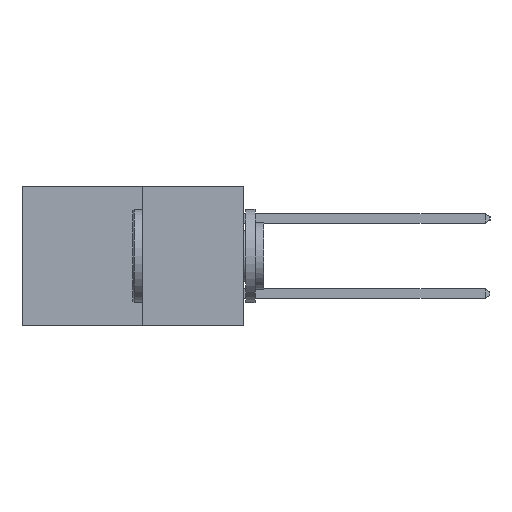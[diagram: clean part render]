
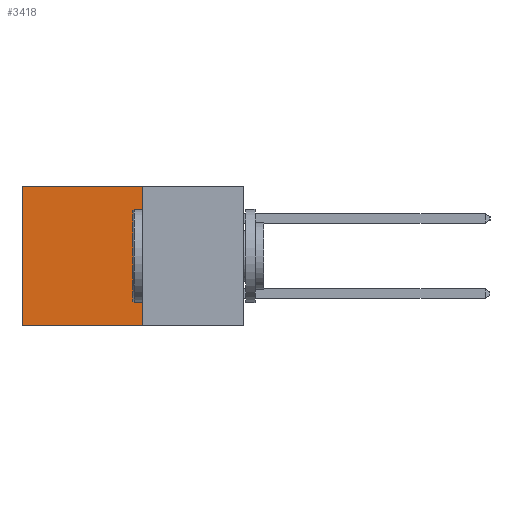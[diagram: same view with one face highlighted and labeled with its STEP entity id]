
A CAD part, left-side view. The second image highlights one B-rep face of the part: STEP entity #3418.
In plain terms, the highlighted planar face has unit normal (-1, 0, 0).
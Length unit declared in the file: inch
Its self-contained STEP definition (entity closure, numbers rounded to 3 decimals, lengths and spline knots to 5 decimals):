
#398 = EDGE_CURVE ( 'NONE', #15079, #9361, #19711, .T. ) ;
#1167 = ORIENTED_EDGE ( 'NONE', *, *, #398, .T. ) ;
#1885 = CARTESIAN_POINT ( 'NONE',  ( 0.277, 0.27, -0.37 ) ) ;
#1925 = FACE_OUTER_BOUND ( 'NONE', #13369, .T. ) ;
#2134 = CARTESIAN_POINT ( 'NONE',  ( 0.277, 0.27, -0.37 ) ) ;
#2153 = CARTESIAN_POINT ( 'NONE',  ( 0.277, 0.59, 0. ) ) ;
#2844 = VERTEX_POINT ( 'NONE', #1885 ) ;
#3418 = ADVANCED_FACE ( 'NONE', ( #1925 ), #4780, .F. ) ;
#4046 = DIRECTION ( 'NONE',  ( 0., 1., 0. ) ) ;
#4084 = VECTOR ( 'NONE', #21633, 39.37008 ) ;
#4478 = EDGE_CURVE ( 'NONE', #9361, #21040, #5669, .T. ) ;
#4780 = PLANE ( 'NONE',  #9488 ) ;
#5085 = VECTOR ( 'NONE', #10341, 39.37008 ) ;
#5669 = LINE ( 'NONE', #15450, #5085 ) ;
#6433 = DIRECTION ( 'NONE',  ( 1., 0., 0. ) ) ;
#6460 = CARTESIAN_POINT ( 'NONE',  ( 0.277, 0.27, -0.37 ) ) ;
#9103 = CARTESIAN_POINT ( 'NONE',  ( 0.277, 0.27, -0.37 ) ) ;
#9361 = VERTEX_POINT ( 'NONE', #2153 ) ;
#9488 = AXIS2_PLACEMENT_3D ( 'NONE', #6460, #6433, #22312 ) ;
#9873 = ORIENTED_EDGE ( 'NONE', *, *, #23320, .F. ) ;
#10341 = DIRECTION ( 'NONE',  ( 0., 0., -1. ) ) ;
#12208 = VECTOR ( 'NONE', #4046, 39.37008 ) ;
#13369 = EDGE_LOOP ( 'NONE', ( #18883, #9873, #19978, #1167 ) ) ;
#14702 = CARTESIAN_POINT ( 'NONE',  ( 0.277, 0.27, 0. ) ) ;
#15079 = VERTEX_POINT ( 'NONE', #14702 ) ;
#15450 = CARTESIAN_POINT ( 'NONE',  ( 0.277, 0.59, -0.37 ) ) ;
#17560 = LINE ( 'NONE', #2134, #12208 ) ;
#17851 = CARTESIAN_POINT ( 'NONE',  ( 0.277, 0.59, -0.37 ) ) ;
#18883 = ORIENTED_EDGE ( 'NONE', *, *, #4478, .T. ) ;
#19179 = VECTOR ( 'NONE', #22100, 39.37008 ) ;
#19711 = LINE ( 'NONE', #23364, #19179 ) ;
#19978 = ORIENTED_EDGE ( 'NONE', *, *, #22408, .F. ) ;
#21040 = VERTEX_POINT ( 'NONE', #17851 ) ;
#21633 = DIRECTION ( 'NONE',  ( 0., 0., -1. ) ) ;
#22100 = DIRECTION ( 'NONE',  ( 0., 1., 0. ) ) ;
#22312 = DIRECTION ( 'NONE',  ( 0., 0., -1. ) ) ;
#22408 = EDGE_CURVE ( 'NONE', #15079, #2844, #22716, .T. ) ;
#22716 = LINE ( 'NONE', #9103, #4084 ) ;
#23320 = EDGE_CURVE ( 'NONE', #2844, #21040, #17560, .T. ) ;
#23364 = CARTESIAN_POINT ( 'NONE',  ( 0.277, 0.27, 0. ) ) ;
